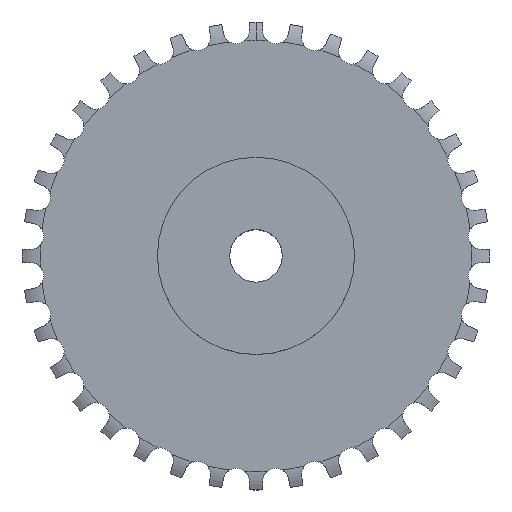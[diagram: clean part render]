
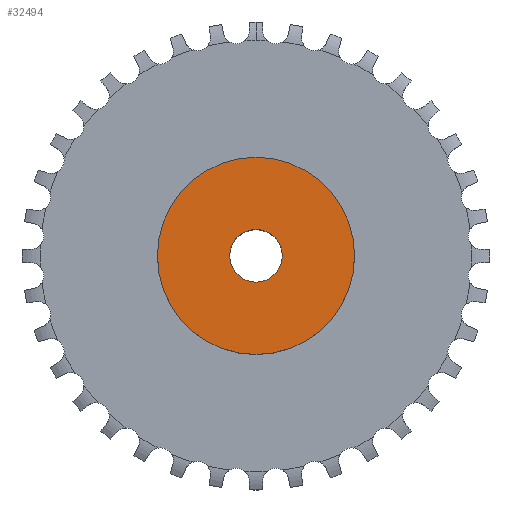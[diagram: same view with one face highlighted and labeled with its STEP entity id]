
A CAD part, top view. The second image highlights one B-rep face of the part: STEP entity #32494.
In plain terms, the highlighted planar face has unit normal (0, 0, 1).
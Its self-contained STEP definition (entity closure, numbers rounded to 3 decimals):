
#5388 = CYLINDRICAL_SURFACE('',#5389,4.);
#5389 = AXIS2_PLACEMENT_3D('',#5390,#5391,#5392);
#5390 = CARTESIAN_POINT('',(0.,0.,102.821));
#5391 = DIRECTION('',(0.,0.,1.));
#5392 = DIRECTION('',(1.,0.,-0.));
#9409 = CYLINDRICAL_SURFACE('',#9410,15.);
#9410 = AXIS2_PLACEMENT_3D('',#9411,#9412,#9413);
#9411 = CARTESIAN_POINT('',(0.,0.,0.));
#9412 = DIRECTION('',(-0.,-0.,-1.));
#9413 = DIRECTION('',(1.,0.,0.));
#26198 = EDGE_CURVE('',#26199,#26199,#26201,.T.);
#26199 = VERTEX_POINT('',#26200);
#26200 = CARTESIAN_POINT('',(4.,0.,13.7));
#26201 = SURFACE_CURVE('',#26202,(#26207,#26214),.PCURVE_S1.);
#26202 = CIRCLE('',#26203,4.);
#26203 = AXIS2_PLACEMENT_3D('',#26204,#26205,#26206);
#26204 = CARTESIAN_POINT('',(0.,0.,13.7));
#26205 = DIRECTION('',(0.,0.,1.));
#26206 = DIRECTION('',(1.,0.,-0.));
#26207 = PCURVE('',#5388,#26208);
#26208 = DEFINITIONAL_REPRESENTATION('',(#26209),#26213);
#26209 = LINE('',#26210,#26211);
#26210 = CARTESIAN_POINT('',(0.,-89.121));
#26211 = VECTOR('',#26212,1.);
#26212 = DIRECTION('',(1.,0.));
#26213 = ( GEOMETRIC_REPRESENTATION_CONTEXT(2) 
PARAMETRIC_REPRESENTATION_CONTEXT() REPRESENTATION_CONTEXT('2D SPACE',''
  ) );
#26214 = PCURVE('',#26215,#26220);
#26215 = PLANE('',#26216);
#26216 = AXIS2_PLACEMENT_3D('',#26217,#26218,#26219);
#26217 = CARTESIAN_POINT('',(0.,0.,13.7));
#26218 = DIRECTION('',(-0.,0.,1.));
#26219 = DIRECTION('',(0.,-1.,0.));
#26220 = DEFINITIONAL_REPRESENTATION('',(#26221),#26225);
#26221 = CIRCLE('',#26222,4.);
#26222 = AXIS2_PLACEMENT_2D('',#26223,#26224);
#26223 = CARTESIAN_POINT('',(0.,0.));
#26224 = DIRECTION('',(0.,1.));
#26225 = ( GEOMETRIC_REPRESENTATION_CONTEXT(2) 
PARAMETRIC_REPRESENTATION_CONTEXT() REPRESENTATION_CONTEXT('2D SPACE',''
  ) );
#30315 = VERTEX_POINT('',#30316);
#30316 = CARTESIAN_POINT('',(15.,0.,13.7));
#30337 = EDGE_CURVE('',#30315,#30315,#30338,.T.);
#30338 = SURFACE_CURVE('',#30339,(#30344,#30351),.PCURVE_S1.);
#30339 = CIRCLE('',#30340,15.);
#30340 = AXIS2_PLACEMENT_3D('',#30341,#30342,#30343);
#30341 = CARTESIAN_POINT('',(0.,0.,13.7));
#30342 = DIRECTION('',(0.,0.,1.));
#30343 = DIRECTION('',(1.,0.,0.));
#30344 = PCURVE('',#9409,#30345);
#30345 = DEFINITIONAL_REPRESENTATION('',(#30346),#30350);
#30346 = LINE('',#30347,#30348);
#30347 = CARTESIAN_POINT('',(-0.,-13.7));
#30348 = VECTOR('',#30349,1.);
#30349 = DIRECTION('',(-1.,0.));
#30350 = ( GEOMETRIC_REPRESENTATION_CONTEXT(2) 
PARAMETRIC_REPRESENTATION_CONTEXT() REPRESENTATION_CONTEXT('2D SPACE',''
  ) );
#30351 = PCURVE('',#26215,#30352);
#30352 = DEFINITIONAL_REPRESENTATION('',(#30353),#30357);
#30353 = CIRCLE('',#30354,15.);
#30354 = AXIS2_PLACEMENT_2D('',#30355,#30356);
#30355 = CARTESIAN_POINT('',(0.,0.));
#30356 = DIRECTION('',(0.,1.));
#30357 = ( GEOMETRIC_REPRESENTATION_CONTEXT(2) 
PARAMETRIC_REPRESENTATION_CONTEXT() REPRESENTATION_CONTEXT('2D SPACE',''
  ) );
#32494 = ADVANCED_FACE('',(#32495,#32498),#26215,.T.);
#32495 = FACE_BOUND('',#32496,.T.);
#32496 = EDGE_LOOP('',(#32497));
#32497 = ORIENTED_EDGE('',*,*,#30337,.T.);
#32498 = FACE_BOUND('',#32499,.T.);
#32499 = EDGE_LOOP('',(#32500));
#32500 = ORIENTED_EDGE('',*,*,#26198,.F.);
